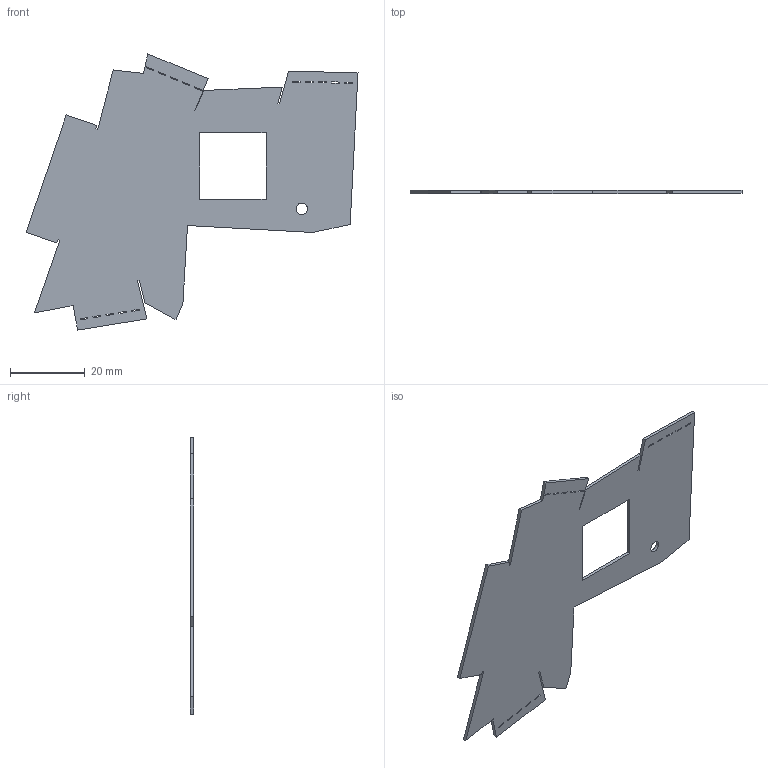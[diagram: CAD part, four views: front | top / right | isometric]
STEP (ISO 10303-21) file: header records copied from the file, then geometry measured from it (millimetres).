
FILE_DESCRIPTION (( 'STEP AP214' ), '1' );
FILE_NAME ('1078-A2P-A.STEP', '2013-05-15T14:44:16', ( '3DAssist' ), ( '' ), 'SwSTEP 2.0', 'SolidWorks 2013', '' );
FILE_SCHEMA (( 'AUTOMOTIVE_DESIGN' ));
Length unit declared in the file: millimetre
Products named in the file (1): 1078-A2P-A
Bounding box: 88.7 x 0.9 x 73.82 mm (x, y, z)
Volume: 3346 mm3; surface area: 7896.8 mm2
Topology: 1 solids, 1 shells, 99 faces, 291 edges, 194 vertices
Faces by surface type: plane 98, cylinder 1
Full cylindrical faces by diameter (mm): 3 x1
Entity records: 3324 total; most frequent: CARTESIAN_POINT 584, ORIENTED_EDGE 580, DIRECTION 492, EDGE_CURVE 290, VECTOR 288, LINE 288, VERTEX_POINT 194, EDGE_LOOP 134
